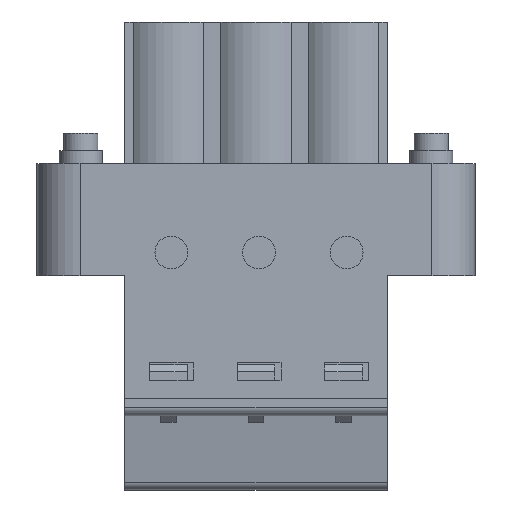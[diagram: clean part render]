
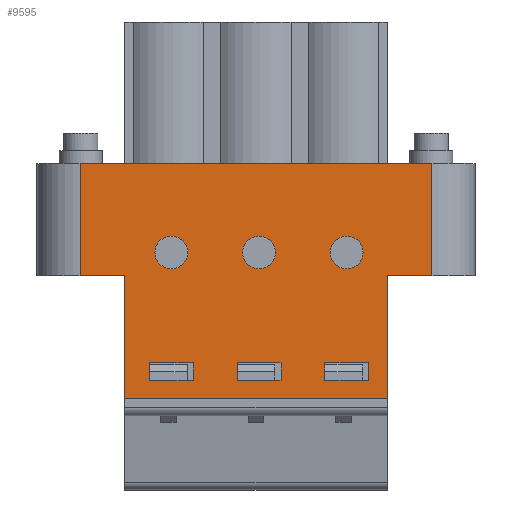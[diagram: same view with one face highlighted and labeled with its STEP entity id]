
A CAD part, top view. The second image highlights one B-rep face of the part: STEP entity #9595.
In plain terms, the highlighted planar face has unit normal (0, 0, 1).
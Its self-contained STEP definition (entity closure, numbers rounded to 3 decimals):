
#239=LINE('',#14172,#1455);
#242=LINE('',#14192,#1458);
#250=LINE('',#14218,#1466);
#258=LINE('',#14237,#1474);
#352=LINE('',#14447,#1568);
#353=LINE('',#14450,#1569);
#354=LINE('',#14452,#1570);
#355=LINE('',#14454,#1571);
#356=LINE('',#14455,#1572);
#357=LINE('',#14458,#1573);
#358=LINE('',#14460,#1574);
#359=LINE('',#14462,#1575);
#360=LINE('',#14463,#1576);
#361=LINE('',#14466,#1577);
#362=LINE('',#14468,#1578);
#363=LINE('',#14470,#1579);
#364=LINE('',#14471,#1580);
#365=LINE('',#14472,#1581);
#366=LINE('',#14473,#1582);
#367=LINE('',#14475,#1583);
#1455=VECTOR('',#11481,1000.);
#1458=VECTOR('',#11500,1000.);
#1466=VECTOR('',#11522,1000.);
#1474=VECTOR('',#11536,1000.);
#1568=VECTOR('',#11680,1000.);
#1569=VECTOR('',#11681,1000.);
#1570=VECTOR('',#11682,1000.);
#1571=VECTOR('',#11683,1000.);
#1572=VECTOR('',#11684,1000.);
#1573=VECTOR('',#11685,1000.);
#1574=VECTOR('',#11686,1000.);
#1575=VECTOR('',#11687,1000.);
#1576=VECTOR('',#11688,1000.);
#1577=VECTOR('',#11689,1000.);
#1578=VECTOR('',#11690,1000.);
#1579=VECTOR('',#11691,1000.);
#1580=VECTOR('',#11692,1000.);
#1581=VECTOR('',#11693,1000.);
#1582=VECTOR('',#11694,1000.);
#1583=VECTOR('',#11695,1000.);
#2828=ORIENTED_EDGE('',*,*,#5617,.T.);
#2829=ORIENTED_EDGE('',*,*,#5618,.T.);
#2830=ORIENTED_EDGE('',*,*,#5619,.T.);
#2831=ORIENTED_EDGE('',*,*,#5620,.T.);
#2832=ORIENTED_EDGE('',*,*,#5621,.T.);
#2833=ORIENTED_EDGE('',*,*,#5622,.T.);
#2834=ORIENTED_EDGE('',*,*,#5623,.T.);
#2835=ORIENTED_EDGE('',*,*,#5624,.T.);
#2836=ORIENTED_EDGE('',*,*,#5625,.T.);
#2837=ORIENTED_EDGE('',*,*,#5626,.T.);
#2838=ORIENTED_EDGE('',*,*,#5627,.T.);
#2839=ORIENTED_EDGE('',*,*,#5628,.T.);
#2840=ORIENTED_EDGE('',*,*,#5491,.F.);
#2841=ORIENTED_EDGE('',*,*,#5629,.T.);
#2842=ORIENTED_EDGE('',*,*,#5482,.T.);
#2843=ORIENTED_EDGE('',*,*,#5630,.T.);
#2844=ORIENTED_EDGE('',*,*,#5503,.F.);
#2845=ORIENTED_EDGE('',*,*,#5513,.T.);
#2846=ORIENTED_EDGE('',*,*,#5631,.F.);
#2847=ORIENTED_EDGE('',*,*,#5632,.F.);
#2848=ORIENTED_EDGE('',*,*,#5633,.T.);
#2849=ORIENTED_EDGE('',*,*,#5634,.T.);
#2850=ORIENTED_EDGE('',*,*,#5635,.T.);
#5482=EDGE_CURVE('',#6885,#6884,#239,.T.);
#5491=EDGE_CURVE('',#6893,#6894,#242,.T.);
#5503=EDGE_CURVE('',#6904,#6905,#250,.T.);
#5513=EDGE_CURVE('',#6904,#6912,#258,.T.);
#5617=EDGE_CURVE('',#7004,#7005,#352,.T.);
#5618=EDGE_CURVE('',#7005,#7006,#353,.T.);
#5619=EDGE_CURVE('',#7006,#7007,#354,.T.);
#5620=EDGE_CURVE('',#7007,#7004,#355,.T.);
#5621=EDGE_CURVE('',#7008,#7009,#356,.T.);
#5622=EDGE_CURVE('',#7009,#7010,#357,.T.);
#5623=EDGE_CURVE('',#7010,#7011,#358,.T.);
#5624=EDGE_CURVE('',#7011,#7008,#359,.T.);
#5625=EDGE_CURVE('',#7012,#7013,#360,.T.);
#5626=EDGE_CURVE('',#7013,#7014,#361,.T.);
#5627=EDGE_CURVE('',#7014,#7015,#362,.T.);
#5628=EDGE_CURVE('',#7015,#7012,#363,.T.);
#5629=EDGE_CURVE('',#6893,#6885,#364,.T.);
#5630=EDGE_CURVE('',#6884,#6905,#365,.F.);
#5631=EDGE_CURVE('',#7016,#6912,#366,.T.);
#5632=EDGE_CURVE('',#6894,#7016,#367,.T.);
#5633=EDGE_CURVE('',#7017,#7017,#7806,.T.);
#5634=EDGE_CURVE('',#7018,#7018,#7807,.T.);
#5635=EDGE_CURVE('',#7019,#7019,#7808,.T.);
#6884=VERTEX_POINT('',#14171);
#6885=VERTEX_POINT('',#14173);
#6893=VERTEX_POINT('',#14191);
#6894=VERTEX_POINT('',#14193);
#6904=VERTEX_POINT('',#14217);
#6905=VERTEX_POINT('',#14219);
#6912=VERTEX_POINT('',#14236);
#7004=VERTEX_POINT('',#14448);
#7005=VERTEX_POINT('',#14449);
#7006=VERTEX_POINT('',#14451);
#7007=VERTEX_POINT('',#14453);
#7008=VERTEX_POINT('',#14456);
#7009=VERTEX_POINT('',#14457);
#7010=VERTEX_POINT('',#14459);
#7011=VERTEX_POINT('',#14461);
#7012=VERTEX_POINT('',#14464);
#7013=VERTEX_POINT('',#14465);
#7014=VERTEX_POINT('',#14467);
#7015=VERTEX_POINT('',#14469);
#7016=VERTEX_POINT('',#14474);
#7017=VERTEX_POINT('',#14477);
#7018=VERTEX_POINT('',#14479);
#7019=VERTEX_POINT('',#14481);
#7806=CIRCLE('',#10760,0.95);
#7807=CIRCLE('',#10761,0.95);
#7808=CIRCLE('',#10762,0.95);
#7980=EDGE_LOOP('',(#2828,#2829,#2830,#2831));
#7981=EDGE_LOOP('',(#2832,#2833,#2834,#2835));
#7982=EDGE_LOOP('',(#2836,#2837,#2838,#2839));
#7983=EDGE_LOOP('',(#2840,#2841,#2842,#2843,#2844,#2845,#2846,#2847));
#7984=EDGE_LOOP('',(#2848));
#7985=EDGE_LOOP('',(#2849));
#7986=EDGE_LOOP('',(#2850));
#8580=FACE_BOUND('',#7980,.T.);
#8581=FACE_BOUND('',#7981,.T.);
#8582=FACE_BOUND('',#7982,.T.);
#8583=FACE_BOUND('',#7983,.T.);
#8584=FACE_BOUND('',#7984,.T.);
#8585=FACE_BOUND('',#7985,.T.);
#8586=FACE_BOUND('',#7986,.T.);
#9160=PLANE('',#10759);
#9595=ADVANCED_FACE('',(#8580,#8581,#8582,#8583,#8584,#8585,#8586),#9160,
 .F.);
#10759=AXIS2_PLACEMENT_3D('',#14446,#11678,#11679);
#10760=AXIS2_PLACEMENT_3D('',#14476,#11696,#11697);
#10761=AXIS2_PLACEMENT_3D('',#14478,#11698,#11699);
#10762=AXIS2_PLACEMENT_3D('',#14480,#11700,#11701);
#11481=DIRECTION('',(-1.,0.,0.));
#11500=DIRECTION('',(-1.,0.,0.));
#11522=DIRECTION('',(-1.,0.,0.));
#11536=DIRECTION('',(0.,-1.,0.));
#11678=DIRECTION('',(0.,0.,-1.));
#11679=DIRECTION('',(0.,1.,0.));
#11680=DIRECTION('',(0.,1.,0.));
#11681=DIRECTION('',(1.,0.,0.));
#11682=DIRECTION('',(0.,-1.,0.));
#11683=DIRECTION('',(-1.,0.,0.));
#11684=DIRECTION('',(0.,1.,0.));
#11685=DIRECTION('',(1.,0.,0.));
#11686=DIRECTION('',(0.,-1.,0.));
#11687=DIRECTION('',(-1.,0.,0.));
#11688=DIRECTION('',(0.,1.,0.));
#11689=DIRECTION('',(1.,0.,0.));
#11690=DIRECTION('',(0.,-1.,0.));
#11691=DIRECTION('',(-1.,0.,0.));
#11692=DIRECTION('',(0.,1.,0.));
#11693=DIRECTION('',(0.,1.,0.));
#11694=DIRECTION('',(-1.,0.,0.));
#11695=DIRECTION('',(0.,-1.,0.));
#11696=DIRECTION('',(0.,0.,-1.));
#11697=DIRECTION('',(1.,0.,0.));
#11698=DIRECTION('',(0.,0.,-1.));
#11699=DIRECTION('',(1.,0.,0.));
#11700=DIRECTION('',(0.,0.,-1.));
#11701=DIRECTION('',(1.,0.,0.));
#14171=CARTESIAN_POINT('',(-10.2,6.805,7.45));
#14172=CARTESIAN_POINT('',(7.62,6.805,7.45));
#14173=CARTESIAN_POINT('',(10.2,6.805,7.45));
#14191=CARTESIAN_POINT('',(10.2,0.305,7.45));
#14192=CARTESIAN_POINT('',(12.7,0.305,7.45));
#14193=CARTESIAN_POINT('',(7.62,0.305,7.45));
#14217=CARTESIAN_POINT('',(-7.62,0.305,7.45));
#14218=CARTESIAN_POINT('',(-7.62,0.305,7.45));
#14219=CARTESIAN_POINT('',(-10.2,0.305,7.45));
#14236=CARTESIAN_POINT('',(-7.62,-6.805,7.45));
#14237=CARTESIAN_POINT('',(-7.62,6.805,7.45));
#14446=CARTESIAN_POINT('',(7.62,6.805,7.45));
#14447=CARTESIAN_POINT('',(3.98,-5.755,7.45));
#14448=CARTESIAN_POINT('',(3.98,-5.755,7.45));
#14449=CARTESIAN_POINT('',(3.98,-4.755,7.45));
#14450=CARTESIAN_POINT('',(3.98,-4.755,7.45));
#14451=CARTESIAN_POINT('',(6.53,-4.755,7.45));
#14452=CARTESIAN_POINT('',(6.53,-4.755,7.45));
#14453=CARTESIAN_POINT('',(6.53,-5.755,7.45));
#14454=CARTESIAN_POINT('',(6.53,-5.755,7.45));
#14455=CARTESIAN_POINT('',(-1.1,-5.755,7.45));
#14456=CARTESIAN_POINT('',(-1.1,-5.755,7.45));
#14457=CARTESIAN_POINT('',(-1.1,-4.755,7.45));
#14458=CARTESIAN_POINT('',(-1.1,-4.755,7.45));
#14459=CARTESIAN_POINT('',(1.45,-4.755,7.45));
#14460=CARTESIAN_POINT('',(1.45,-4.755,7.45));
#14461=CARTESIAN_POINT('',(1.45,-5.755,7.45));
#14462=CARTESIAN_POINT('',(1.45,-5.755,7.45));
#14463=CARTESIAN_POINT('',(-6.18,-5.755,7.45));
#14464=CARTESIAN_POINT('',(-6.18,-5.755,7.45));
#14465=CARTESIAN_POINT('',(-6.18,-4.755,7.45));
#14466=CARTESIAN_POINT('',(-6.18,-4.755,7.45));
#14467=CARTESIAN_POINT('',(-3.63,-4.755,7.45));
#14468=CARTESIAN_POINT('',(-3.63,-4.755,7.45));
#14469=CARTESIAN_POINT('',(-3.63,-5.755,7.45));
#14470=CARTESIAN_POINT('',(-3.63,-5.755,7.45));
#14471=CARTESIAN_POINT('',(10.2,6.805,7.45));
#14472=CARTESIAN_POINT('',(-10.2,6.805,7.45));
#14473=CARTESIAN_POINT('',(7.62,-6.805,7.45));
#14474=CARTESIAN_POINT('',(7.62,-6.805,7.45));
#14475=CARTESIAN_POINT('',(7.62,6.805,7.45));
#14476=CARTESIAN_POINT('',(-4.905,1.645,7.45));
#14477=CARTESIAN_POINT('',(-3.955,1.645,7.45));
#14478=CARTESIAN_POINT('',(0.175,1.645,7.45));
#14479=CARTESIAN_POINT('',(1.125,1.645,7.45));
#14480=CARTESIAN_POINT('',(5.255,1.645,7.45));
#14481=CARTESIAN_POINT('',(6.205,1.645,7.45));
